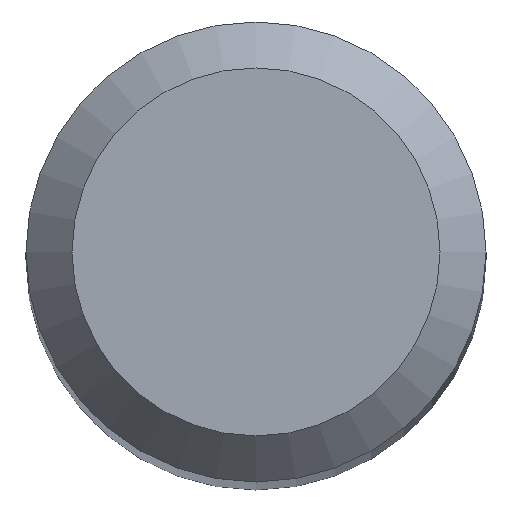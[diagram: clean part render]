
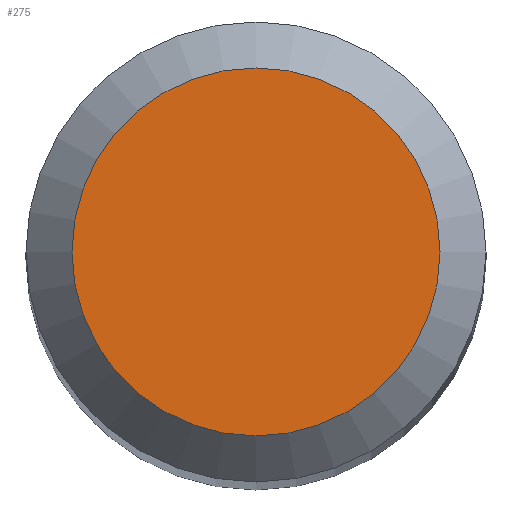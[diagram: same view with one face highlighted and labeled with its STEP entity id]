
A CAD part, top view. The second image highlights one B-rep face of the part: STEP entity #275.
In plain terms, the highlighted planar face has unit normal (0, 0, 1).
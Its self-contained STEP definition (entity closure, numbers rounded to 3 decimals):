
#1 = AXIS2_PLACEMENT_3D ( 'NONE', #43, #152, #243 ) ;
#6 = EDGE_LOOP ( 'NONE', ( #232 ) ) ;
#43 = CARTESIAN_POINT ( 'NONE',  ( 0., 0., 38. ) ) ;
#63 = CIRCLE ( 'NONE', #1, 1.2 ) ;
#70 = CARTESIAN_POINT ( 'NONE',  ( -1.2, 0., 38. ) ) ;
#93 = EDGE_CURVE ( 'NONE', #132, #132, #63, .T. ) ;
#94 = DIRECTION ( 'NONE',  ( -1., 0., 0. ) ) ;
#112 = PLANE ( 'NONE',  #219 ) ;
#132 = VERTEX_POINT ( 'NONE', #70 ) ;
#152 = DIRECTION ( 'NONE',  ( 0., 0., -1. ) ) ;
#157 = CARTESIAN_POINT ( 'NONE',  ( 0., 0., 38. ) ) ;
#160 = DIRECTION ( 'NONE',  ( 0., 0., -1. ) ) ;
#219 = AXIS2_PLACEMENT_3D ( 'NONE', #157, #160, #94 ) ;
#232 = ORIENTED_EDGE ( 'NONE', *, *, #93, .F. ) ;
#243 = DIRECTION ( 'NONE',  ( -1., 0., 0. ) ) ;
#275 = ADVANCED_FACE ( 'NONE', ( #302 ), #112, .F. ) ;
#302 = FACE_OUTER_BOUND ( 'NONE', #6, .T. ) ;
